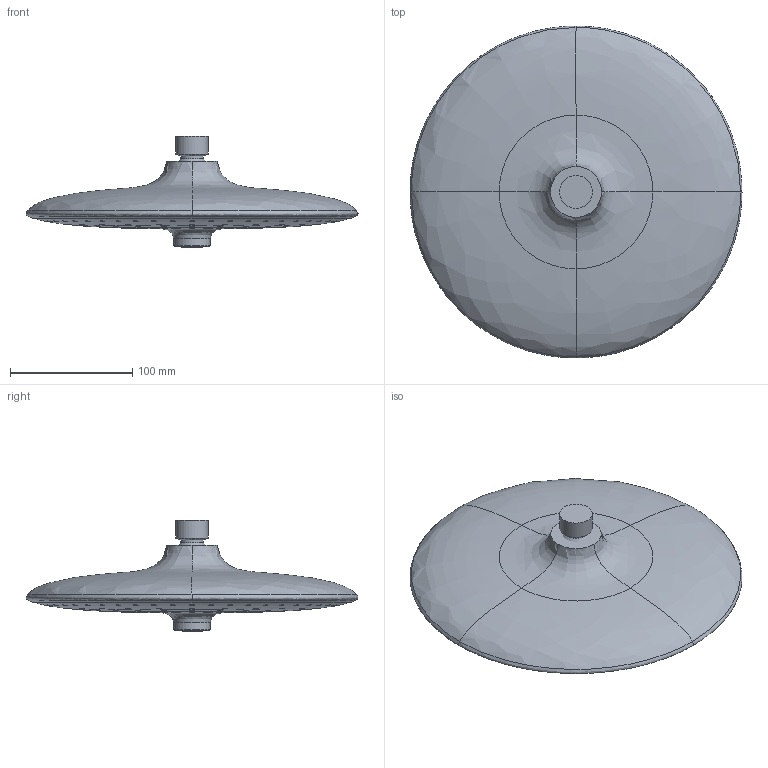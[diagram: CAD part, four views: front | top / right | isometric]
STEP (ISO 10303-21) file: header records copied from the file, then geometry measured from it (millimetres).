
FILE_DESCRIPTION(/* description */ ('Unknown'),/* implementation_level */ '2;1');
FILE_NAME(/* name */ '26457000',/* time_stamp */ '2022-09-08T17:06:17+02:00',/* author */ ('Unknown'),/* organization */ ('GROHE AG'),/* preprocessor_version */ 'ST-DEVELOPER v16.7',/* originating_system */ 'DEX',/* authorisation */ $);
FILE_SCHEMA (('AUTOMOTIVE_DESIGN {1 0 10303 214 3 1 1}'));
Length unit declared in the file: millimetre
Products named in the file (6): 26457000; G0181BC40660ln5y; g01806A88795qqn0; caps; G0181F9CAB557vxb
Assembly tree (5 placements, depth 2):
  26457000
    G0181BC40660ln5y
    g01806A88795qqn0
    caps
    26457000
    G0181F9CAB557vxb
Bounding box: 272.05 x 272.05 x 91.08 mm (x, y, z)
Volume: 1364098.7 mm3; surface area: 343334.1 mm2
Topology: 5 solids, 5 shells, 550 faces, 1687 edges, 1084 vertices
Faces by surface type: bspline 249, cylinder 223, plane 56, torus 10, cone 8, sphere 4
Full cylindrical faces by diameter (mm): 4.005 x152, 18.5 x1, 27 x1, 30.333 x1, 54.466 x1
Entity records: 30240 total; most frequent: CARTESIAN_POINT 15937, ORIENTED_EDGE 2870, EDGE_CURVE 1435, DIRECTION 1389, FACE_BOUND 1085, EDGE_LOOP 1084, VERTEX_POINT 1072, B_SPLINE_CURVE_WITH_KNOTS 1013
